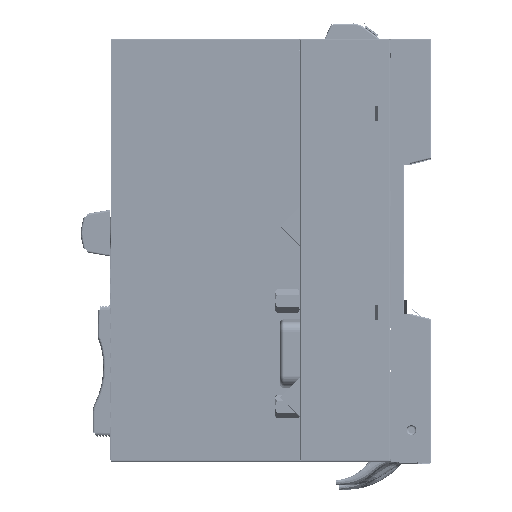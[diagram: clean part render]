
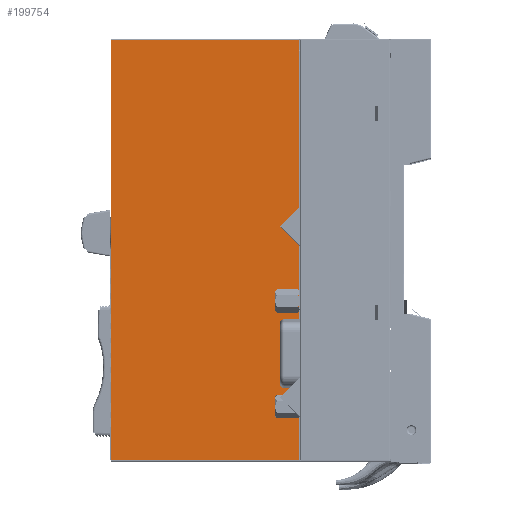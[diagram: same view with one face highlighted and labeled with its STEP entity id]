
A CAD part, left-side view. The second image highlights one B-rep face of the part: STEP entity #199754.
In plain terms, the highlighted planar face has unit normal (-1, 0.026, 0).
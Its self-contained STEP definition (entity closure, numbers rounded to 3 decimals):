
#155199=DIRECTION('',(0.026,1.,0.));
#155200=VECTOR('',#155199,44.431);
#155201=CARTESIAN_POINT('',(17.479,21.592,-49.7));
#155202=LINE('',#155201,#155200);
#155203=DIRECTION('',(0.,0.,1.));
#155204=VECTOR('',#155203,99.4);
#155205=CARTESIAN_POINT('',(18.642,66.008,-49.7));
#155206=LINE('',#155205,#155204);
#155207=DIRECTION('',(-0.026,-1.,0.));
#155208=VECTOR('',#155207,44.431);
#155209=CARTESIAN_POINT('',(18.642,66.008,49.7));
#155210=LINE('',#155209,#155208);
#155211=DIRECTION('',(0.,0.,-1.));
#155212=VECTOR('',#155211,99.4);
#155213=CARTESIAN_POINT('',(17.479,21.592,49.7));
#155214=LINE('',#155213,#155212);
#164389=CARTESIAN_POINT('',(17.479,21.592,-49.7));
#164390=CARTESIAN_POINT('',(18.642,66.008,-49.7));
#164391=VERTEX_POINT('',#164389);
#164392=VERTEX_POINT('',#164390);
#164395=CARTESIAN_POINT('',(17.479,21.592,49.7));
#164396=VERTEX_POINT('',#164395);
#164399=CARTESIAN_POINT('',(18.642,66.008,49.7));
#164400=VERTEX_POINT('',#164399);
#199739=CARTESIAN_POINT('',(18.65,66.3,50.));
#199740=DIRECTION('',(-1.,0.026,0.));
#199741=DIRECTION('',(-0.026,-1.,0.));
#199742=AXIS2_PLACEMENT_3D('',#199739,#199740,#199741);
#199743=PLANE('',#199742);
#199745=ORIENTED_EDGE('',*,*,#199744,.T.);
#199747=ORIENTED_EDGE('',*,*,#199746,.T.);
#199749=ORIENTED_EDGE('',*,*,#199748,.T.);
#199751=ORIENTED_EDGE('',*,*,#199750,.T.);
#199752=EDGE_LOOP('',(#199745,#199747,#199749,#199751));
#199753=FACE_OUTER_BOUND('',#199752,.F.);
#199744=EDGE_CURVE('',#164391,#164392,#155202,.T.);
#199746=EDGE_CURVE('',#164392,#164400,#155206,.T.);
#199748=EDGE_CURVE('',#164400,#164396,#155210,.T.);
#199750=EDGE_CURVE('',#164396,#164391,#155214,.T.);
#199754=ADVANCED_FACE('',(#199753),#199743,.T.);
